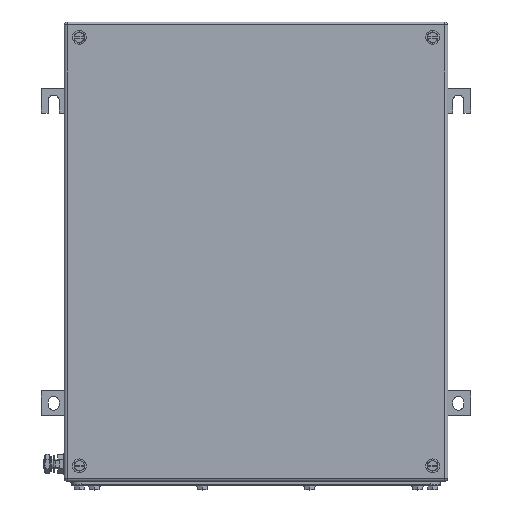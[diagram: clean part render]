
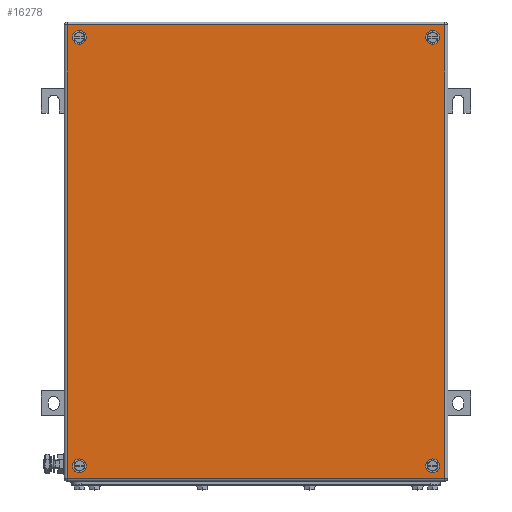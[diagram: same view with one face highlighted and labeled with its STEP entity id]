
A CAD part, top view. The second image highlights one B-rep face of the part: STEP entity #16278.
In plain terms, the highlighted planar face has unit normal (0, 0, 1).
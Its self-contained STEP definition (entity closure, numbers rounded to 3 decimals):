
#16152=AXIS2_PLACEMENT_3D('Circle Axis2P3D',#16150,#16151,$) ;
#16179=AXIS2_PLACEMENT_3D('Plane Axis2P3D',#16176,#16177,#16178) ;
#16217=AXIS2_PLACEMENT_3D('Circle Axis2P3D',#16215,#16216,$) ;
#16226=AXIS2_PLACEMENT_3D('Circle Axis2P3D',#16224,#16225,$) ;
#16235=AXIS2_PLACEMENT_3D('Circle Axis2P3D',#16233,#16234,$) ;
#16244=AXIS2_PLACEMENT_3D('Circle Axis2P3D',#16242,#16243,$) ;
#16253=AXIS2_PLACEMENT_3D('Circle Axis2P3D',#16251,#16252,$) ;
#16262=AXIS2_PLACEMENT_3D('Circle Axis2P3D',#16260,#16261,$) ;
#16271=AXIS2_PLACEMENT_3D('Circle Axis2P3D',#16269,#16270,$) ;
#16147=CARTESIAN_POINT('Vertex',(41.5,456.5,203.5)) ;
#16150=CARTESIAN_POINT('Axis2P3D Location',(38.,456.5,203.5)) ;
#16154=CARTESIAN_POINT('Vertex',(34.5,456.5,203.5)) ;
#16176=CARTESIAN_POINT('Axis2P3D Location',(216.5,240.,203.5)) ;
#16181=CARTESIAN_POINT('Line Origine',(216.5,468.5,203.5)) ;
#16185=CARTESIAN_POINT('Vertex',(407.,468.5,203.5)) ;
#16187=CARTESIAN_POINT('Vertex',(26.,468.5,203.5)) ;
#16190=CARTESIAN_POINT('Line Origine',(26.,240.,203.5)) ;
#16194=CARTESIAN_POINT('Vertex',(26.,11.5,203.5)) ;
#16197=CARTESIAN_POINT('Line Origine',(216.5,11.5,203.5)) ;
#16201=CARTESIAN_POINT('Vertex',(407.,11.5,203.5)) ;
#16204=CARTESIAN_POINT('Line Origine',(407.,240.,203.5)) ;
#16215=CARTESIAN_POINT('Axis2P3D Location',(38.,456.5,203.5)) ;
#16224=CARTESIAN_POINT('Axis2P3D Location',(38.,23.5,203.5)) ;
#16228=CARTESIAN_POINT('Vertex',(34.5,23.5,203.5)) ;
#16230=CARTESIAN_POINT('Vertex',(41.5,23.5,203.5)) ;
#16233=CARTESIAN_POINT('Axis2P3D Location',(38.,23.5,203.5)) ;
#16242=CARTESIAN_POINT('Axis2P3D Location',(395.,23.5,203.5)) ;
#16246=CARTESIAN_POINT('Vertex',(398.5,23.5,203.5)) ;
#16248=CARTESIAN_POINT('Vertex',(391.5,23.5,203.5)) ;
#16251=CARTESIAN_POINT('Axis2P3D Location',(395.,23.5,203.5)) ;
#16260=CARTESIAN_POINT('Axis2P3D Location',(395.,456.5,203.5)) ;
#16264=CARTESIAN_POINT('Vertex',(398.5,456.5,203.5)) ;
#16266=CARTESIAN_POINT('Vertex',(391.5,456.5,203.5)) ;
#16269=CARTESIAN_POINT('Axis2P3D Location',(395.,456.5,203.5)) ;
#16151=DIRECTION('Axis2P3D Direction',(0.,0.,1.)) ;
#16177=DIRECTION('Axis2P3D Direction',(0.,0.,1.)) ;
#16178=DIRECTION('Axis2P3D XDirection',(1.,0.,0.)) ;
#16182=DIRECTION('Vector Direction',(1.,0.,0.)) ;
#16191=DIRECTION('Vector Direction',(0.,-1.,0.)) ;
#16198=DIRECTION('Vector Direction',(1.,0.,0.)) ;
#16205=DIRECTION('Vector Direction',(0.,1.,0.)) ;
#16216=DIRECTION('Axis2P3D Direction',(0.,0.,1.)) ;
#16225=DIRECTION('Axis2P3D Direction',(0.,0.,1.)) ;
#16234=DIRECTION('Axis2P3D Direction',(0.,0.,1.)) ;
#16243=DIRECTION('Axis2P3D Direction',(0.,0.,1.)) ;
#16252=DIRECTION('Axis2P3D Direction',(0.,0.,1.)) ;
#16261=DIRECTION('Axis2P3D Direction',(0.,0.,1.)) ;
#16270=DIRECTION('Axis2P3D Direction',(0.,0.,1.)) ;
#16183=VECTOR('Line Direction',#16182,1.) ;
#16192=VECTOR('Line Direction',#16191,1.) ;
#16199=VECTOR('Line Direction',#16198,1.) ;
#16206=VECTOR('Line Direction',#16205,1.) ;
#16210=ORIENTED_EDGE('',*,*,#16189,.T.) ;
#16211=ORIENTED_EDGE('',*,*,#16196,.T.) ;
#16212=ORIENTED_EDGE('',*,*,#16203,.T.) ;
#16213=ORIENTED_EDGE('',*,*,#16208,.T.) ;
#16221=ORIENTED_EDGE('',*,*,#16219,.F.) ;
#16222=ORIENTED_EDGE('',*,*,#16156,.F.) ;
#16239=ORIENTED_EDGE('',*,*,#16232,.F.) ;
#16240=ORIENTED_EDGE('',*,*,#16237,.F.) ;
#16257=ORIENTED_EDGE('',*,*,#16250,.F.) ;
#16258=ORIENTED_EDGE('',*,*,#16255,.F.) ;
#16275=ORIENTED_EDGE('',*,*,#16268,.F.) ;
#16276=ORIENTED_EDGE('',*,*,#16273,.F.) ;
#16223=FACE_BOUND('',#16220,.T.) ;
#16241=FACE_BOUND('',#16238,.T.) ;
#16259=FACE_BOUND('',#16256,.T.) ;
#16277=FACE_BOUND('',#16274,.T.) ;
#16278=ADVANCED_FACE('ZUB_KTB_FS_453820_1GP_AllCATPart.2\\ZUB_DE_KTB_FS_480x480.1\\DE_KTB_MH_PART_MASTER.1\\Koerper.2',(#16214,#16223,#16241,#16259,#16277),#16180,.T.) ;
#16153=CIRCLE('generated circle',#16152,3.5) ;
#16218=CIRCLE('generated circle',#16217,3.5) ;
#16227=CIRCLE('generated circle',#16226,3.5) ;
#16236=CIRCLE('generated circle',#16235,3.5) ;
#16245=CIRCLE('generated circle',#16244,3.5) ;
#16254=CIRCLE('generated circle',#16253,3.5) ;
#16263=CIRCLE('generated circle',#16262,3.5) ;
#16272=CIRCLE('generated circle',#16271,3.5) ;
#16156=EDGE_CURVE('',#16148,#16155,#16153,.T.) ;
#16189=EDGE_CURVE('',#16186,#16188,#16184,.F.) ;
#16196=EDGE_CURVE('',#16188,#16195,#16193,.T.) ;
#16203=EDGE_CURVE('',#16195,#16202,#16200,.T.) ;
#16208=EDGE_CURVE('',#16202,#16186,#16207,.T.) ;
#16219=EDGE_CURVE('',#16155,#16148,#16218,.T.) ;
#16232=EDGE_CURVE('',#16229,#16231,#16227,.T.) ;
#16237=EDGE_CURVE('',#16231,#16229,#16236,.T.) ;
#16250=EDGE_CURVE('',#16247,#16249,#16245,.T.) ;
#16255=EDGE_CURVE('',#16249,#16247,#16254,.T.) ;
#16268=EDGE_CURVE('',#16265,#16267,#16263,.T.) ;
#16273=EDGE_CURVE('',#16267,#16265,#16272,.T.) ;
#16209=EDGE_LOOP('',(#16210,#16211,#16212,#16213)) ;
#16220=EDGE_LOOP('',(#16221,#16222)) ;
#16238=EDGE_LOOP('',(#16239,#16240)) ;
#16256=EDGE_LOOP('',(#16257,#16258)) ;
#16274=EDGE_LOOP('',(#16275,#16276)) ;
#16214=FACE_OUTER_BOUND('',#16209,.T.) ;
#16184=LINE('Line',#16181,#16183) ;
#16193=LINE('Line',#16190,#16192) ;
#16200=LINE('Line',#16197,#16199) ;
#16207=LINE('Line',#16204,#16206) ;
#16180=PLANE('',#16179) ;
#16148=VERTEX_POINT('',#16147) ;
#16155=VERTEX_POINT('',#16154) ;
#16186=VERTEX_POINT('',#16185) ;
#16188=VERTEX_POINT('',#16187) ;
#16195=VERTEX_POINT('',#16194) ;
#16202=VERTEX_POINT('',#16201) ;
#16229=VERTEX_POINT('',#16228) ;
#16231=VERTEX_POINT('',#16230) ;
#16247=VERTEX_POINT('',#16246) ;
#16249=VERTEX_POINT('',#16248) ;
#16265=VERTEX_POINT('',#16264) ;
#16267=VERTEX_POINT('',#16266) ;
